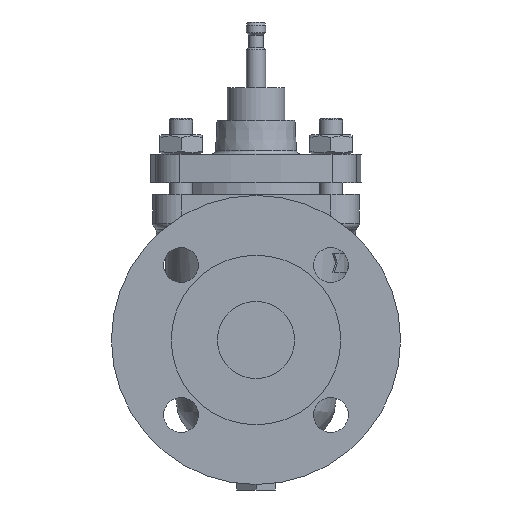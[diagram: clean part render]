
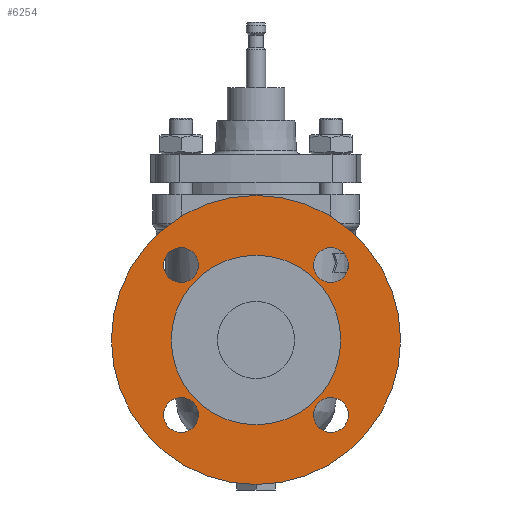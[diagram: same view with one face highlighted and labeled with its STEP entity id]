
A CAD part, left-side view. The second image highlights one B-rep face of the part: STEP entity #6254.
In plain terms, the highlighted planar face has unit normal (-1, 0, 0).
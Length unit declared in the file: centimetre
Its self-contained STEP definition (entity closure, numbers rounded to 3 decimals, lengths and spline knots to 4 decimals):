
#1351=FACE_BOUND('',#2212,.T.);
#1352=FACE_BOUND('',#2213,.T.);
#1353=FACE_BOUND('',#2214,.T.);
#1354=FACE_BOUND('',#2215,.T.);
#1355=FACE_BOUND('',#2216,.T.);
#1742=FACE_OUTER_BOUND('',#2211,.T.);
#2211=EDGE_LOOP('',(#5572));
#2212=EDGE_LOOP('',(#5573));
#2213=EDGE_LOOP('',(#5574));
#2214=EDGE_LOOP('',(#5575));
#2215=EDGE_LOOP('',(#5576));
#2216=EDGE_LOOP('',(#5577));
#2501=CIRCLE('',#6700,7.5);
#2502=CIRCLE('',#6701,0.9);
#2503=CIRCLE('',#6702,0.9);
#2504=CIRCLE('',#6703,0.9);
#2505=CIRCLE('',#6704,0.9);
#2506=CIRCLE('',#6705,4.4);
#3090=VERTEX_POINT('',#15388);
#3091=VERTEX_POINT('',#15390);
#3092=VERTEX_POINT('',#15392);
#3093=VERTEX_POINT('',#15394);
#3094=VERTEX_POINT('',#15396);
#3095=VERTEX_POINT('',#15398);
#3947=EDGE_CURVE('',#3090,#3090,#2501,.T.);
#3948=EDGE_CURVE('',#3091,#3091,#2502,.T.);
#3949=EDGE_CURVE('',#3092,#3092,#2503,.T.);
#3950=EDGE_CURVE('',#3093,#3093,#2504,.T.);
#3951=EDGE_CURVE('',#3094,#3094,#2505,.T.);
#3952=EDGE_CURVE('',#3095,#3095,#2506,.T.);
#5572=ORIENTED_EDGE('',*,*,#3947,.F.);
#5573=ORIENTED_EDGE('',*,*,#3948,.T.);
#5574=ORIENTED_EDGE('',*,*,#3949,.T.);
#5575=ORIENTED_EDGE('',*,*,#3950,.T.);
#5576=ORIENTED_EDGE('',*,*,#3951,.T.);
#5577=ORIENTED_EDGE('',*,*,#3952,.F.);
#5895=PLANE('',#6699);
#6254=ADVANCED_FACE('',(#1742,#1351,#1352,#1353,#1354,#1355),#5895,.F.);
#6699=AXIS2_PLACEMENT_3D('',#15387,#7850,#7851);
#6700=AXIS2_PLACEMENT_3D('',#15389,#7852,#7853);
#6701=AXIS2_PLACEMENT_3D('',#15391,#7854,#7855);
#6702=AXIS2_PLACEMENT_3D('',#15393,#7856,#7857);
#6703=AXIS2_PLACEMENT_3D('',#15395,#7858,#7859);
#6704=AXIS2_PLACEMENT_3D('',#15397,#7860,#7861);
#6705=AXIS2_PLACEMENT_3D('',#15399,#7862,#7863);
#7850=DIRECTION('center_axis',(1.,0.,0.));
#7851=DIRECTION('ref_axis',(0.,0.,-1.));
#7852=DIRECTION('center_axis',(1.,0.,0.));
#7853=DIRECTION('ref_axis',(0.,-1.,0.));
#7854=DIRECTION('center_axis',(1.,0.,0.));
#7855=DIRECTION('ref_axis',(0.,1.,0.));
#7856=DIRECTION('center_axis',(1.,0.,0.));
#7857=DIRECTION('ref_axis',(0.,0.,-1.));
#7858=DIRECTION('center_axis',(1.,0.,0.));
#7859=DIRECTION('ref_axis',(0.,-1.,0.));
#7860=DIRECTION('center_axis',(1.,0.,0.));
#7861=DIRECTION('ref_axis',(0.,0.,1.));
#7862=DIRECTION('center_axis',(-1.,0.,0.));
#7863=DIRECTION('ref_axis',(0.,0.,-1.));
#15387=CARTESIAN_POINT('Origin',(-9.7,0.,-7.55));
#15388=CARTESIAN_POINT('',(-9.7,0.,-0.05));
#15389=CARTESIAN_POINT('Origin',(-9.7,0.,-7.55));
#15390=CARTESIAN_POINT('',(-9.7,4.7891,-3.6609));
#15391=CARTESIAN_POINT('Origin',(-9.7,3.8891,-3.6609));
#15392=CARTESIAN_POINT('',(-9.7,3.8891,-12.3391));
#15393=CARTESIAN_POINT('Origin',(-9.7,3.8891,-11.4391));
#15394=CARTESIAN_POINT('',(-9.7,-4.7891,-11.4391));
#15395=CARTESIAN_POINT('Origin',(-9.7,-3.8891,-11.4391));
#15396=CARTESIAN_POINT('',(-9.7,-3.8891,-2.7609));
#15397=CARTESIAN_POINT('Origin',(-9.7,-3.8891,-3.6609));
#15398=CARTESIAN_POINT('',(-9.7,0.,-3.15));
#15399=CARTESIAN_POINT('Origin',(-9.7,0.,-7.55));
